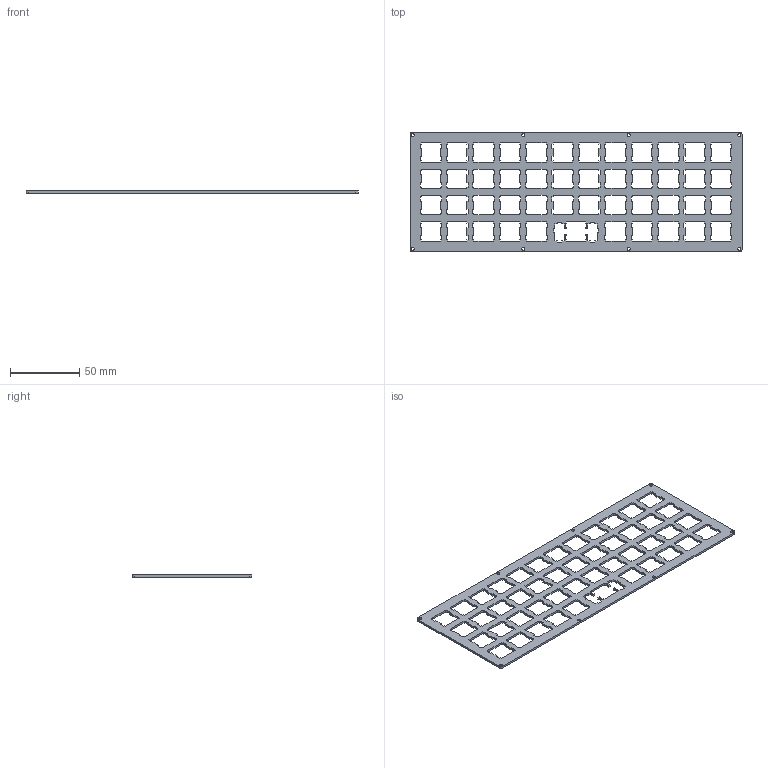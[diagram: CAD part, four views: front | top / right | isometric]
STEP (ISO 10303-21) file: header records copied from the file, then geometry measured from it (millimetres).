
FILE_DESCRIPTION(/* description */ ('STEP AP242','CAx-IF Rec.Pracs.---Representation and Presentation of Product Manufacturing Information (PMI)---4.0---2014-10-13','CAx-IF Rec.Pracs.---3D Tessellated Geometry---0.4---2014-09-14','2;1'),/* implementation_level */ '2;1');
FILE_NAME(/* name */ '6609b0c1b7021078081fcc6b',/* time_stamp */ '2024-03-31T18:51:46Z',/* author */ (''),/* organization */ (''),/* preprocessor_version */ 'ST-DEVELOPER v19.4',/* originating_system */ ' ',/* authorisation */ ' ');
FILE_SCHEMA (('AP242_MANAGED_MODEL_BASED_3D_ENGINEERING_MIM_LF { 1 0 10303 442 1 1 4 }'));
Length unit declared in the file: metre
Products named in the file (1): Part 1
Bounding box: 239.6 x 86.2 x 1.5 mm (x, y, z)
Volume: 16118.3 mm3; surface area: 27059.1 mm2
Topology: 1 solids, 1 shells, 998 faces, 2996 edges, 2000 vertices
Faces by surface type: plane 986, cylinder 12
Full cylindrical faces by diameter (mm): 2.2 x8
Entity records: 33118 total; most frequent: CARTESIAN_POINT 5971, ORIENTED_EDGE 5960, DIRECTION 5002, EDGE_CURVE 2980, LINE 2956, VECTOR 2956, VERTEX_POINT 1992, EDGE_LOOP 1116
